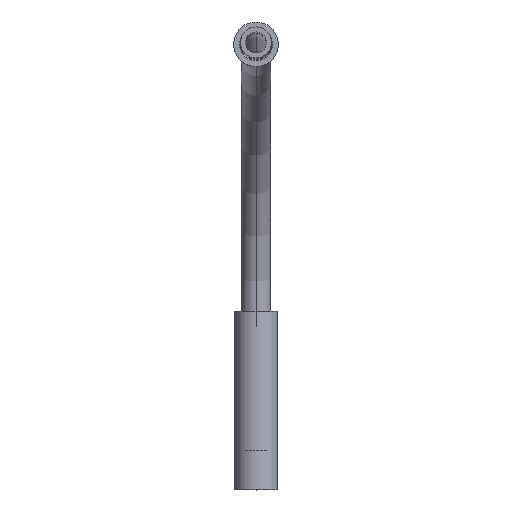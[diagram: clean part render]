
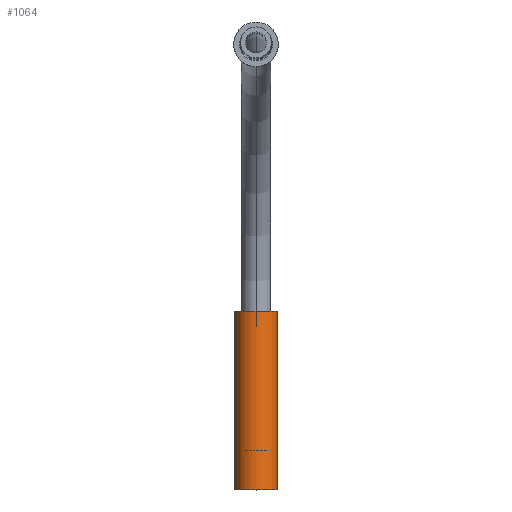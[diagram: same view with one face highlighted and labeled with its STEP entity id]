
A CAD part, top view. The second image highlights one B-rep face of the part: STEP entity #1064.
In plain terms, the highlighted cylindrical face has radius 1.524 mm (diameter 3.048 mm), a partial arc.
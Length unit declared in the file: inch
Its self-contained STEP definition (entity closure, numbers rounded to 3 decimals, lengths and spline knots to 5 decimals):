
#810=CARTESIAN_POINT('',(0.,0.,0.28394));
#811=DIRECTION('',(0.,0.,-1.));
#812=DIRECTION('',(0.,1.,0.));
#813=AXIS2_PLACEMENT_3D('',#810,#811,#812);
#884=CARTESIAN_POINT('',(0.,0.,-0.21606));
#885=DIRECTION('',(0.,0.,-1.));
#886=DIRECTION('',(0.,1.,0.));
#887=AXIS2_PLACEMENT_3D('',#884,#885,#886);
#889=DIRECTION('',(0.,0.,1.));
#890=VECTOR('',#889,0.5);
#891=CARTESIAN_POINT('',(0.,-0.06,-0.21606));
#892=LINE('',#891,#890);
#893=DIRECTION('',(0.,0.,1.));
#894=VECTOR('',#893,0.5);
#895=CARTESIAN_POINT('',(0.,0.06,-0.21606));
#896=LINE('',#895,#894);
#909=CARTESIAN_POINT('',(0.,0.06,0.28394));
#910=CARTESIAN_POINT('',(0.,-0.06,0.28394));
#911=VERTEX_POINT('',#909);
#912=VERTEX_POINT('',#910);
#917=CARTESIAN_POINT('',(0.,-0.06,-0.21606));
#918=CARTESIAN_POINT('',(0.,0.06,-0.21606));
#919=VERTEX_POINT('',#917);
#920=VERTEX_POINT('',#918);
#1053=CARTESIAN_POINT('',(0.,0.,-0.33556));
#1054=DIRECTION('',(0.,0.,1.));
#1055=DIRECTION('',(0.,1.,0.));
#1056=AXIS2_PLACEMENT_3D('',#1053,#1054,#1055);
#1057=CYLINDRICAL_SURFACE('',#1056,0.06);
#1058=ORIENTED_EDGE('',*,*,#960,.T.);
#1059=ORIENTED_EDGE('',*,*,#949,.T.);
#1060=ORIENTED_EDGE('',*,*,#928,.F.);
#1061=ORIENTED_EDGE('',*,*,#946,.F.);
#1062=EDGE_LOOP('',(#1058,#1059,#1060,#1061));
#1063=FACE_OUTER_BOUND('',#1062,.F.);
#1064=ADVANCED_FACE('',(#1063),#1057,.T.);
#814=CIRCLE('',#813,0.06);
#888=CIRCLE('',#887,0.06);
#928=EDGE_CURVE('',#911,#912,#814,.T.);
#946=EDGE_CURVE('',#920,#911,#896,.T.);
#949=EDGE_CURVE('',#919,#912,#892,.T.);
#960=EDGE_CURVE('',#920,#919,#888,.T.);
